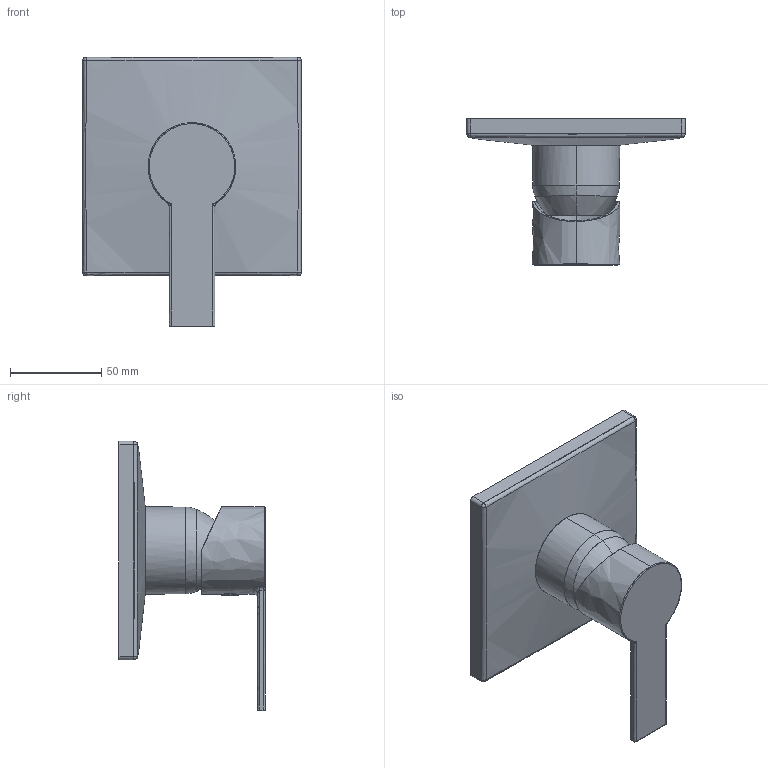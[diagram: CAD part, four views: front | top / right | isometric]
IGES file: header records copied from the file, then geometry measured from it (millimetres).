
Start section:  PTC IGES file: a40791_.igs  PTC IGES file: 41756_.igs  PTC IGES file: a42222.igs  PTC IGES file: a42223.igs  PTC IGES file: a42224.igs  PTC IGES file: a42225.igs  PTC IGES file: a42226.igs
Global section: file name: 31H; native system: Rhinoceros ( May 19 2006 ); preprocessor: Trout Lake IGES 012 May 19 2006; date: 121123.113533; units: millimetre
Bounding box: 120 x 80.1 x 148 mm (x, y, z)
Surface area: 48154 mm2 (no closed solid volume)
Topology: 0 solids, 0 shells, 67 faces, 2436 edges, 2437 vertices
Faces by surface type: bspline 67
